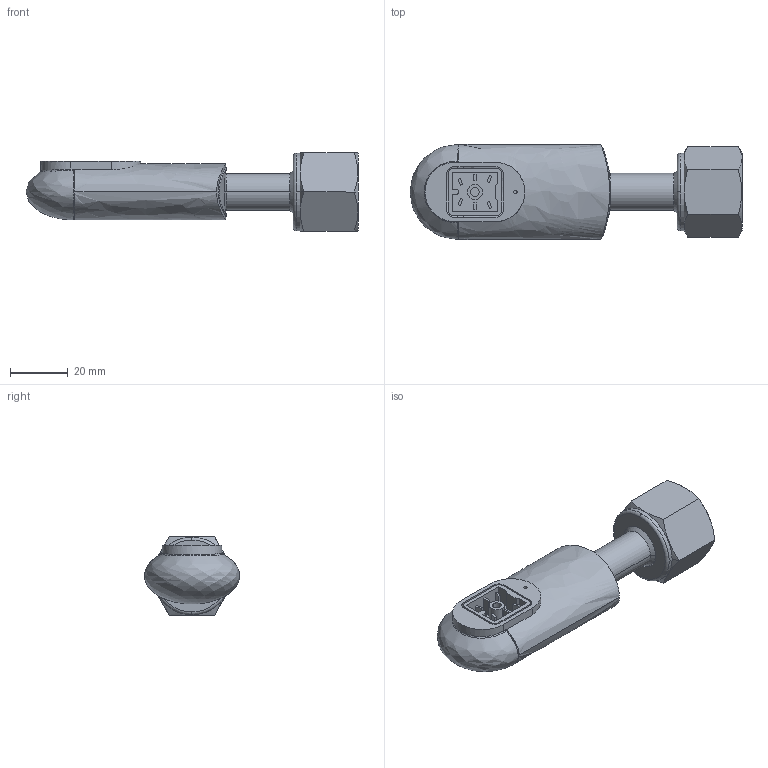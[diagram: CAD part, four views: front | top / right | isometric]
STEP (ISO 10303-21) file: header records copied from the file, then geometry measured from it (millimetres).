
FILE_DESCRIPTION((''),'2;1');
FILE_NAME('PTR26953.stp','2005-02-07T11:00:03',('VCRC_L'),(''),'Autodesk Inventor 9','Autodesk Inventor 9','');
FILE_SCHEMA(('AUTOMOTIVE_DESIGN { 1 0 10303 214 1 1 1 1 }'));
Length unit declared in the file: millimetre
Products named in the file (1): Bauteil5
Bounding box: 114.6 x 32.8 x 27 mm (x, y, z)
Volume: 21117.2 mm3; surface area: 22329.4 mm2
Topology: 2 solids, 2 shells, 330 faces, 923 edges, 599 vertices
Faces by surface type: plane 148, cylinder 83, bspline 57, cone 30, torus 12
Entity records: 12637 total; most frequent: CARTESIAN_POINT 4526, ORIENTED_EDGE 1834, DIRECTION 1490, EDGE_CURVE 917, VERTEX_POINT 599, AXIS2_PLACEMENT_3D 510, VECTOR 470, LINE 470
